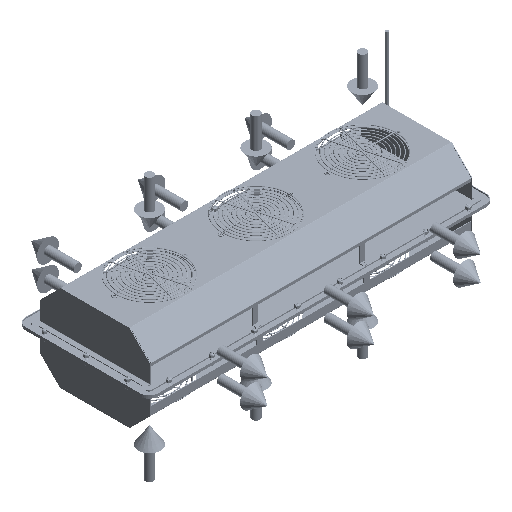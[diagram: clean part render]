
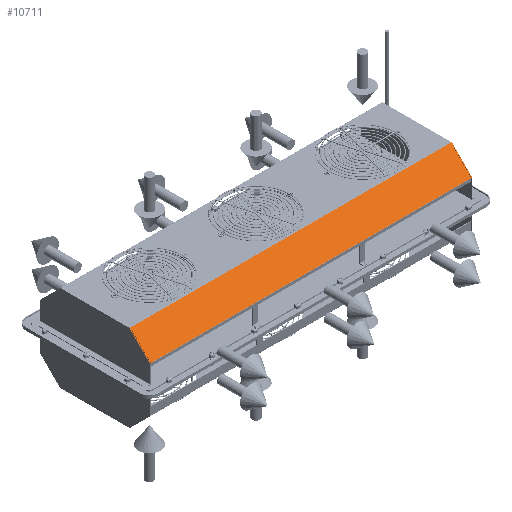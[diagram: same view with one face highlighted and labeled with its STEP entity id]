
A CAD part, isometric view. The second image highlights one B-rep face of the part: STEP entity #10711.
In plain terms, the highlighted planar face has unit normal (0, -0.707, 0.707).
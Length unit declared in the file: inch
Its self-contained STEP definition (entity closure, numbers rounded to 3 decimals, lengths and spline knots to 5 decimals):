
#311 = VECTOR ( 'NONE', #42126, 39.37008 ) ;
#408 = DIRECTION ( 'NONE',  ( 1., 0., 0. ) ) ;
#1621 = DIRECTION ( 'NONE',  ( -1., 0., 0. ) ) ;
#2513 = LINE ( 'NONE', #40660, #45757 ) ;
#2666 = VERTEX_POINT ( 'NONE', #61430 ) ;
#2762 = LINE ( 'NONE', #12560, #60913 ) ;
#3218 = VECTOR ( 'NONE', #15177, 39.37008 ) ;
#4330 = EDGE_CURVE ( 'NONE', #2666, #6960, #2762, .T. ) ;
#4479 = DIRECTION ( 'NONE',  ( 0., 0.707, 0.707 ) ) ;
#5059 = FACE_OUTER_BOUND ( 'NONE', #27307, .T. ) ;
#5993 = VERTEX_POINT ( 'NONE', #60501 ) ;
#6131 = ORIENTED_EDGE ( 'NONE', *, *, #30225, .T. ) ;
#6960 = VERTEX_POINT ( 'NONE', #48286 ) ;
#7003 = VECTOR ( 'NONE', #21427, 39.37008 ) ;
#7709 = CARTESIAN_POINT ( 'NONE',  ( -7.05285, 14.35181, 29.20579 ) ) ;
#8604 = VECTOR ( 'NONE', #58660, 39.37008 ) ;
#8721 = CARTESIAN_POINT ( 'NONE',  ( -6.97914, 14.3606, 29.21458 ) ) ;
#10118 = CARTESIAN_POINT ( 'NONE',  ( 22.14686, 14.3606, 29.21458 ) ) ;
#10711 = ADVANCED_FACE ( 'NONE', ( #5059 ), #37752, .F. ) ;
#11935 = CARTESIAN_POINT ( 'NONE',  ( -7.06164, 14.3306, 29.18458 ) ) ;
#12210 = ORIENTED_EDGE ( 'NONE', *, *, #17041, .F. ) ;
#12560 = CARTESIAN_POINT ( 'NONE',  ( -6.99914, 11.64185, 26.49583 ) ) ;
#12625 = CARTESIAN_POINT ( 'NONE',  ( 22.14686, 12.4856, 27.33958 ) ) ;
#15177 = DIRECTION ( 'NONE',  ( 0., 0.707, 0.707 ) ) ;
#15488 = CARTESIAN_POINT ( 'NONE',  ( 22.14686, 14.33866, 29.19264 ) ) ;
#15862 = LINE ( 'NONE', #45628, #44049 ) ;
#16817 = ORIENTED_EDGE ( 'NONE', *, *, #56224, .T. ) ;
#17014 = AXIS2_PLACEMENT_3D ( 'NONE', #71943, #38302, #4479 ) ;
#17041 = EDGE_CURVE ( 'NONE', #5993, #18726, #46430, .T. ) ;
#17233 = CARTESIAN_POINT ( 'NONE',  ( 22.06436, 12.49438, 27.34837 ) ) ;
#17968 = DIRECTION ( 'NONE',  ( -1., 0., 0. ) ) ;
#18576 = DIRECTION ( 'NONE',  ( 0., 0.707, 0.707 ) ) ;
#18657 = VERTEX_POINT ( 'NONE', #66708 ) ;
#18726 = VERTEX_POINT ( 'NONE', #38491 ) ;
#19011 = VECTOR ( 'NONE', #43882, 39.37008 ) ;
#19294 = CARTESIAN_POINT ( 'NONE',  ( -7.49914, 12.4856, 27.33958 ) ) ;
#19587 = ORIENTED_EDGE ( 'NONE', *, *, #29325, .T. ) ;
#20110 = CARTESIAN_POINT ( 'NONE',  ( -6.97914, 14.2981, 29.15208 ) ) ;
#21144 = ORIENTED_EDGE ( 'NONE', *, *, #72655, .F. ) ;
#21368 = CARTESIAN_POINT ( 'NONE',  ( 22.14378, 14.34611, 29.20009 ) ) ;
#21427 = DIRECTION ( 'NONE',  ( 0., -0.707, -0.707 ) ) ;
#21819 = VECTOR ( 'NONE', #18576, 39.37008 ) ;
#22001 = VERTEX_POINT ( 'NONE', #12625 ) ;
#22962 = EDGE_CURVE ( 'NONE', #5993, #22001, #38617, .T. ) ;
#22967 = EDGE_CURVE ( 'NONE', #31656, #60735, #23627, .T. ) ;
#23627 = LINE ( 'NONE', #41742, #21819 ) ;
#24781 = CARTESIAN_POINT ( 'NONE',  ( -7.06164, 14.33866, 29.19264 ) ) ;
#25149 = DIRECTION ( 'NONE',  ( 0., -0.707, -0.707 ) ) ;
#26327 = ORIENTED_EDGE ( 'NONE', *, *, #22967, .F. ) ;
#27307 = EDGE_LOOP ( 'NONE', ( #48568, #6131, #21144, #58340, #12210, #56912, #47592, #19587, #50558, #30342, #26327, #16817, #58789, #67306 ) ) ;
#29325 = EDGE_CURVE ( 'NONE', #43815, #18657, #36963, .T. ) ;
#30225 = EDGE_CURVE ( 'NONE', #64910, #30554, #32189, .T. ) ;
#30342 = ORIENTED_EDGE ( 'NONE', *, *, #63265, .T. ) ;
#30358 = LINE ( 'NONE', #36689, #311 ) ;
#30554 = VERTEX_POINT ( 'NONE', #31245 ) ;
#31245 = CARTESIAN_POINT ( 'NONE',  ( 22.06436, 12.49438, 27.34837 ) ) ;
#31656 = VERTEX_POINT ( 'NONE', #72925 ) ;
#32189 = LINE ( 'NONE', #17233, #60335 ) ;
#32547 = VERTEX_POINT ( 'NONE', #49609 ) ;
#32572 = CARTESIAN_POINT ( 'NONE',  ( 22.06436, 14.3606, 29.21458 ) ) ;
#35829 = CARTESIAN_POINT ( 'NONE',  ( 22.14686, 14.3306, 29.18458 ) ) ;
#36689 = CARTESIAN_POINT ( 'NONE',  ( -7.49914, 12.4856, 27.33958 ) ) ;
#36963 =( BOUNDED_CURVE ( )  B_SPLINE_CURVE ( 3, ( #49415, #15488, #21368, #60754 ),
 .UNSPECIFIED., .F., .F. ) 
 B_SPLINE_CURVE_WITH_KNOTS ( ( 4, 4 ),
 ( 4.71239, 5.49779 ),
 .UNSPECIFIED. ) 
 CURVE ( )  GEOMETRIC_REPRESENTATION_ITEM ( )  RATIONAL_B_SPLINE_CURVE ( ( 1., 0.949, 0.949, 1. ) ) 
 REPRESENTATION_ITEM ( '' )  );
#37057 = LINE ( 'NONE', #32572, #7003 ) ;
#37117 = EDGE_CURVE ( 'NONE', #64910, #70747, #71916, .T. ) ;
#37752 = PLANE ( 'NONE',  #17014 ) ;
#37870 = DIRECTION ( 'NONE',  ( -1., 0., 0. ) ) ;
#38302 = DIRECTION ( 'NONE',  ( 0., 0.707, -0.707 ) ) ;
#38491 = CARTESIAN_POINT ( 'NONE',  ( 22.08436, 14.2981, 29.15208 ) ) ;
#38617 = LINE ( 'NONE', #19294, #8604 ) ;
#40660 = CARTESIAN_POINT ( 'NONE',  ( -6.99914, 14.2981, 29.15208 ) ) ;
#41112 = CARTESIAN_POINT ( 'NONE',  ( -7.49914, 14.35181, 29.20579 ) ) ;
#41742 = CARTESIAN_POINT ( 'NONE',  ( -7.06164, 13.4231, 28.27708 ) ) ;
#42045 = VECTOR ( 'NONE', #42742, 39.37008 ) ;
#42126 = DIRECTION ( 'NONE',  ( 1., 0., 0. ) ) ;
#42742 = DIRECTION ( 'NONE',  ( 0., 0.707, 0.707 ) ) ;
#43815 = VERTEX_POINT ( 'NONE', #35829 ) ;
#43882 = DIRECTION ( 'NONE',  ( 0., 0.707, 0.707 ) ) ;
#44049 = VECTOR ( 'NONE', #37870, 39.37008 ) ;
#45080 = EDGE_CURVE ( 'NONE', #22001, #43815, #63903, .T. ) ;
#45628 = CARTESIAN_POINT ( 'NONE',  ( -6.99914, 14.2981, 29.15208 ) ) ;
#45757 = VECTOR ( 'NONE', #17968, 39.37008 ) ;
#46430 = LINE ( 'NONE', #48891, #3218 ) ;
#47592 = ORIENTED_EDGE ( 'NONE', *, *, #45080, .T. ) ;
#48286 = CARTESIAN_POINT ( 'NONE',  ( -6.99914, 12.4856, 27.33958 ) ) ;
#48568 = ORIENTED_EDGE ( 'NONE', *, *, #37117, .F. ) ;
#48891 = CARTESIAN_POINT ( 'NONE',  ( 22.08436, 13.39185, 28.24583 ) ) ;
#49415 = CARTESIAN_POINT ( 'NONE',  ( 22.14686, 14.3306, 29.18458 ) ) ;
#49609 = CARTESIAN_POINT ( 'NONE',  ( 22.06436, 14.2981, 29.15208 ) ) ;
#49982 = EDGE_CURVE ( 'NONE', #18726, #32547, #2513, .T. ) ;
#50558 = ORIENTED_EDGE ( 'NONE', *, *, #67997, .T. ) ;
#51359 = LINE ( 'NONE', #41112, #66284 ) ;
#56224 = EDGE_CURVE ( 'NONE', #31656, #6960, #30358, .T. ) ;
#56912 = ORIENTED_EDGE ( 'NONE', *, *, #22962, .T. ) ;
#58340 = ORIENTED_EDGE ( 'NONE', *, *, #49982, .F. ) ;
#58453 = CARTESIAN_POINT ( 'NONE',  ( -7.05855, 14.34611, 29.20009 ) ) ;
#58660 = DIRECTION ( 'NONE',  ( 1., 0., 0. ) ) ;
#58789 = ORIENTED_EDGE ( 'NONE', *, *, #4330, .F. ) ;
#59382 =( BOUNDED_CURVE ( )  B_SPLINE_CURVE ( 3, ( #7709, #58453, #24781, #64091 ),
 .UNSPECIFIED., .F., .F. ) 
 B_SPLINE_CURVE_WITH_KNOTS ( ( 4, 4 ),
 ( 0.7854, 1.5708 ),
 .UNSPECIFIED. ) 
 CURVE ( )  GEOMETRIC_REPRESENTATION_ITEM ( )  RATIONAL_B_SPLINE_CURVE ( ( 1., 0.949, 0.949, 1. ) ) 
 REPRESENTATION_ITEM ( '' )  );
#60335 = VECTOR ( 'NONE', #408, 39.37008 ) ;
#60377 = EDGE_CURVE ( 'NONE', #70747, #2666, #15862, .T. ) ;
#60501 = CARTESIAN_POINT ( 'NONE',  ( 22.08436, 12.4856, 27.33958 ) ) ;
#60735 = VERTEX_POINT ( 'NONE', #11935 ) ;
#60754 = CARTESIAN_POINT ( 'NONE',  ( 22.13808, 14.35181, 29.20579 ) ) ;
#60913 = VECTOR ( 'NONE', #25149, 39.37008 ) ;
#61430 = CARTESIAN_POINT ( 'NONE',  ( -6.99914, 14.2981, 29.15208 ) ) ;
#63265 = EDGE_CURVE ( 'NONE', #68746, #60735, #59382, .T. ) ;
#63903 = LINE ( 'NONE', #10118, #19011 ) ;
#64091 = CARTESIAN_POINT ( 'NONE',  ( -7.06164, 14.3306, 29.18458 ) ) ;
#64910 = VERTEX_POINT ( 'NONE', #69150 ) ;
#66284 = VECTOR ( 'NONE', #1621, 39.37008 ) ;
#66483 = CARTESIAN_POINT ( 'NONE',  ( -7.05285, 14.35181, 29.20579 ) ) ;
#66708 = CARTESIAN_POINT ( 'NONE',  ( 22.13808, 14.35181, 29.20579 ) ) ;
#67306 = ORIENTED_EDGE ( 'NONE', *, *, #60377, .F. ) ;
#67997 = EDGE_CURVE ( 'NONE', #18657, #68746, #51359, .T. ) ;
#68746 = VERTEX_POINT ( 'NONE', #66483 ) ;
#69150 = CARTESIAN_POINT ( 'NONE',  ( -6.97914, 12.49438, 27.34837 ) ) ;
#70747 = VERTEX_POINT ( 'NONE', #20110 ) ;
#71916 = LINE ( 'NONE', #8721, #42045 ) ;
#71943 = CARTESIAN_POINT ( 'NONE',  ( -7.49914, 14.3606, 29.21458 ) ) ;
#72655 = EDGE_CURVE ( 'NONE', #32547, #30554, #37057, .T. ) ;
#72925 = CARTESIAN_POINT ( 'NONE',  ( -7.06164, 12.4856, 27.33958 ) ) ;
